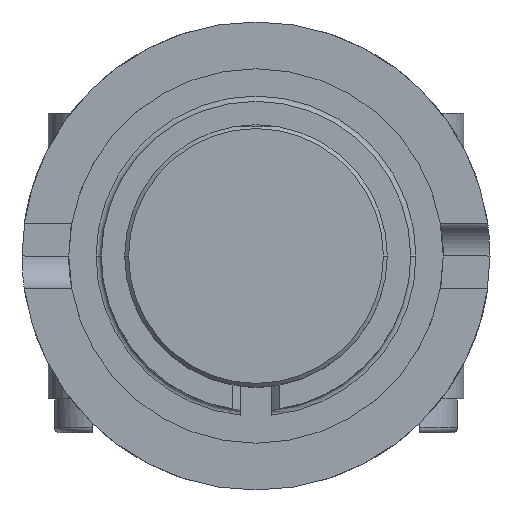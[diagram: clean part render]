
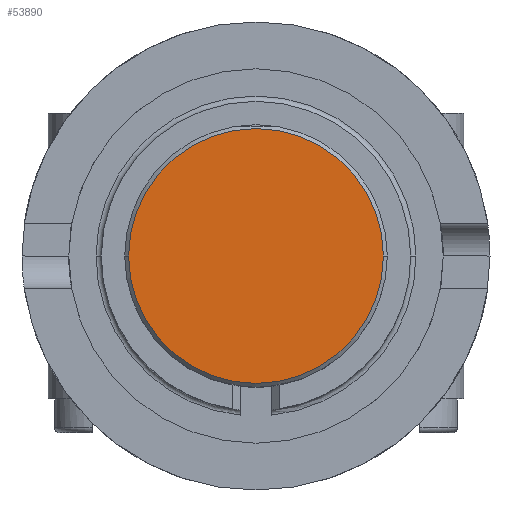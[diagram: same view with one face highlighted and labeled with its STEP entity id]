
A CAD part, front view. The second image highlights one B-rep face of the part: STEP entity #53890.
In plain terms, the highlighted face is planar.
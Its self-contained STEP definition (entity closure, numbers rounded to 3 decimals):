
#53550=CARTESIAN_POINT('',(-4.9,8.5,0.));
#53560=VERTEX_POINT('',#53550);
#53650=CARTESIAN_POINT('',(4.9,8.5,0.));
#53660=VERTEX_POINT('',#53650);
#53690=CARTESIAN_POINT('',(0.,8.5,0.));
#53700=DIRECTION('',(0.,1.,0.));
#53710=DIRECTION('',(1.,0.,0.));
#53720=AXIS2_PLACEMENT_3D('',#53690,#53700,#53710);
#53730=CIRCLE('',#53720,4.9);
#53740=EDGE_CURVE('',#53660,#53560,#53730,.T.);
#53790=CARTESIAN_POINT('',(0.,8.5,0.));
#53800=DIRECTION('',(0.,1.,-0.));
#53810=DIRECTION('',(-1.,0.,0.));
#53820=AXIS2_PLACEMENT_3D('',#53790,#53800,#53810);
#53830=PLANE('',#53820);
#53840=EDGE_CURVE('',#53560,#53660,#53730,.T.);
#53850=ORIENTED_EDGE('',*,*,#53840,.T.);
#53860=ORIENTED_EDGE('',*,*,#53740,.T.);
#53870=EDGE_LOOP('',(#53860,#53850));
#53880=FACE_OUTER_BOUND('',#53870,.T.);
#53890=ADVANCED_FACE('',(#53880),#53830,.T.);
